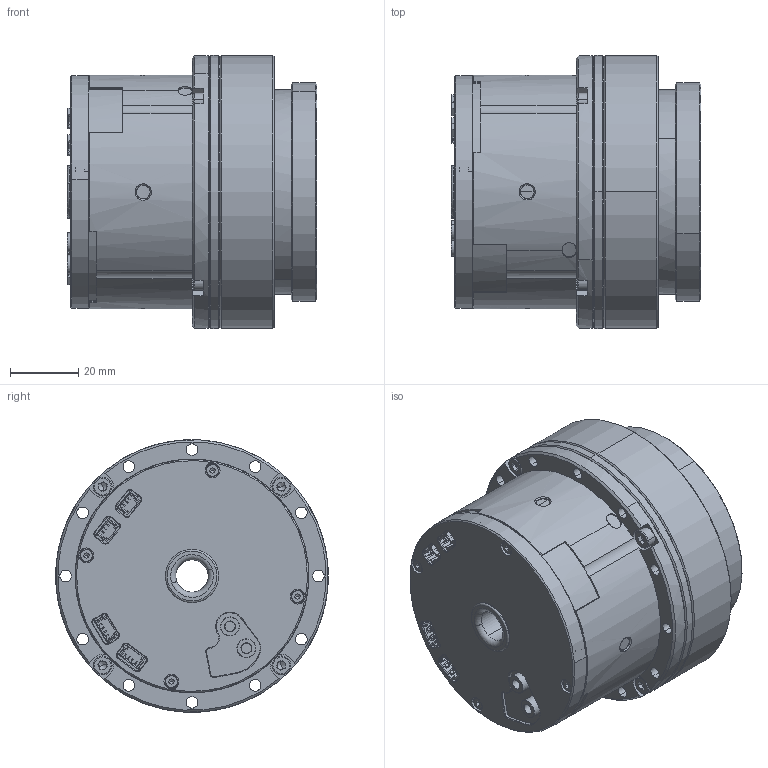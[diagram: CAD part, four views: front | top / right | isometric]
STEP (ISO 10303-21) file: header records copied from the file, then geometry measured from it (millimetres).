
FILE_DESCRIPTION (( 'STEP AP203' ), '1' );
FILE_NAME ('CM.1.2.1.1 Joint.STEP', '2023-11-10T18:21:15', ( '' ), ( '' ), 'SwSTEP 2.0', 'SolidWorks 2022', '' );
FILE_SCHEMA (( 'CONFIG_CONTROL_DESIGN' ));
Length unit declared in the file: metre
Products named in the file (1): CM.1.2.1.1 Joint
Bounding box: 73.22 x 80 x 80 mm (x, y, z)
Volume: 270132.7 mm3; surface area: 45432.2 mm2
Topology: 1 solids, 29 shells, 2026 faces, 5079 edges, 3178 vertices
Faces by surface type: plane 1325, cylinder 440, cone 170, torus 80, bspline 11
Entity records: 64224 total; most frequent: CARTESIAN_POINT 15268, DIRECTION 10170, ORIENTED_EDGE 10030, EDGE_CURVE 5015, LINE 3654, VECTOR 3654, AXIS2_PLACEMENT_3D 3258, VERTEX_POINT 3178
